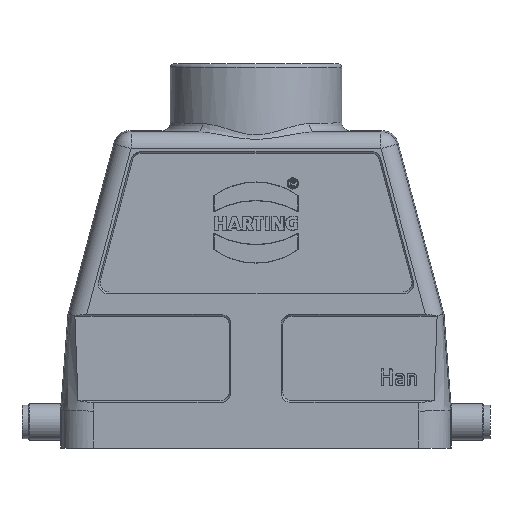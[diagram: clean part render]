
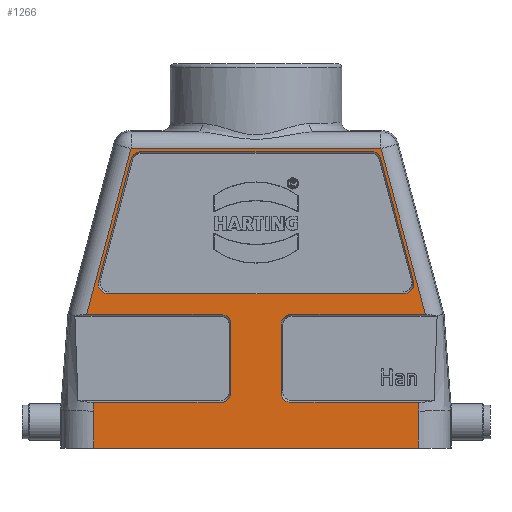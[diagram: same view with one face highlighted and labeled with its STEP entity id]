
A CAD part, front view. The second image highlights one B-rep face of the part: STEP entity #1266.
In plain terms, the highlighted planar face has unit normal (0, -1, 0).
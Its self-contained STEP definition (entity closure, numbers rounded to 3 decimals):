
#815=(
BOUNDED_CURVE()
B_SPLINE_CURVE(3,(#9810,#9811,#9812,#9813,#9814,#9815,#9816,#9817,#9818,
#9819),.UNSPECIFIED.,.F.,.F.)
B_SPLINE_CURVE_WITH_KNOTS((4,3,3,4),(0.,0.688,0.865,
1.),.UNSPECIFIED.)
CURVE()
GEOMETRIC_REPRESENTATION_ITEM()
RATIONAL_B_SPLINE_CURVE((1.,1.,1.,1.,1.,1.,1.,1.,1.,1.))
REPRESENTATION_ITEM('')
);
#816=(
BOUNDED_CURVE()
B_SPLINE_CURVE(3,(#9847,#9848,#9849,#9850,#9851,#9852,#9853,#9854,#9855,
#9856),.UNSPECIFIED.,.F.,.F.)
B_SPLINE_CURVE_WITH_KNOTS((4,3,3,4),(0.,0.135,0.312,
1.),.UNSPECIFIED.)
CURVE()
GEOMETRIC_REPRESENTATION_ITEM()
RATIONAL_B_SPLINE_CURVE((1.,1.,1.,1.,1.,1.,1.,1.,1.,1.))
REPRESENTATION_ITEM('')
);
#966=PLANE('',#7125);
#1169=FACE_BOUND('',#2030,.T.);
#1170=FACE_BOUND('',#2031,.T.);
#1266=ADVANCED_FACE('',(#1169,#1170),#966,.F.);
#2030=EDGE_LOOP('',(#2893,#2894,#2895,#2896,#2897,#2898,#2899,#2900));
#2031=EDGE_LOOP('',(#2901,#2902,#2903,#2904,#2905,#2906,#2907,#2908,#2909,
#2910,#2911,#2912,#2913,#2914,#2915,#2916,#2917,#2918));
#2526=ELLIPSE('',#7117,2.913,2.5);
#2527=ELLIPSE('',#7118,2.751,2.5);
#2528=ELLIPSE('',#7119,2.751,2.5);
#2529=ELLIPSE('',#7120,2.913,2.5);
#2530=ELLIPSE('',#7121,2.812,2.5);
#2531=ELLIPSE('',#7122,2.812,2.5);
#2532=ELLIPSE('',#7123,2.812,2.5);
#2533=ELLIPSE('',#7124,2.812,2.5);
#2893=ORIENTED_EDGE('',*,*,#5203,.T.);
#2894=ORIENTED_EDGE('',*,*,#5204,.F.);
#2895=ORIENTED_EDGE('',*,*,#5205,.F.);
#2896=ORIENTED_EDGE('',*,*,#5206,.F.);
#2897=ORIENTED_EDGE('',*,*,#5207,.F.);
#2898=ORIENTED_EDGE('',*,*,#5208,.F.);
#2899=ORIENTED_EDGE('',*,*,#5209,.T.);
#2900=ORIENTED_EDGE('',*,*,#5210,.T.);
#2901=ORIENTED_EDGE('',*,*,#5211,.T.);
#2902=ORIENTED_EDGE('',*,*,#5212,.T.);
#2903=ORIENTED_EDGE('',*,*,#5213,.T.);
#2904=ORIENTED_EDGE('',*,*,#5214,.T.);
#2905=ORIENTED_EDGE('',*,*,#5215,.T.);
#2906=ORIENTED_EDGE('',*,*,#5216,.T.);
#2907=ORIENTED_EDGE('',*,*,#5217,.T.);
#2908=ORIENTED_EDGE('',*,*,#5218,.T.);
#2909=ORIENTED_EDGE('',*,*,#5219,.T.);
#2910=ORIENTED_EDGE('',*,*,#5220,.T.);
#2911=ORIENTED_EDGE('',*,*,#5221,.T.);
#2912=ORIENTED_EDGE('',*,*,#5222,.T.);
#2913=ORIENTED_EDGE('',*,*,#5223,.T.);
#2914=ORIENTED_EDGE('',*,*,#5224,.T.);
#2915=ORIENTED_EDGE('',*,*,#5225,.T.);
#2916=ORIENTED_EDGE('',*,*,#5226,.T.);
#2917=ORIENTED_EDGE('',*,*,#5227,.T.);
#2918=ORIENTED_EDGE('',*,*,#5228,.T.);
#4606=VERTEX_POINT('',#9788);
#4607=VERTEX_POINT('',#9789);
#4608=VERTEX_POINT('',#9791);
#4609=VERTEX_POINT('',#9793);
#4610=VERTEX_POINT('',#9795);
#4611=VERTEX_POINT('',#9797);
#4612=VERTEX_POINT('',#9799);
#4613=VERTEX_POINT('',#9801);
#4614=VERTEX_POINT('',#9804);
#4615=VERTEX_POINT('',#9805);
#4616=VERTEX_POINT('',#9807);
#4617=VERTEX_POINT('',#9809);
#4618=VERTEX_POINT('',#9820);
#4619=VERTEX_POINT('',#9822);
#4620=VERTEX_POINT('',#9824);
#4621=VERTEX_POINT('',#9826);
#4622=VERTEX_POINT('',#9828);
#4623=VERTEX_POINT('',#9830);
#4624=VERTEX_POINT('',#9832);
#4625=VERTEX_POINT('',#9834);
#4626=VERTEX_POINT('',#9836);
#4627=VERTEX_POINT('',#9838);
#4628=VERTEX_POINT('',#9840);
#4629=VERTEX_POINT('',#9842);
#4630=VERTEX_POINT('',#9844);
#4631=VERTEX_POINT('',#9846);
#5203=EDGE_CURVE('',#4606,#4607,#2526,.T.);
#5204=EDGE_CURVE('',#4608,#4607,#5990,.T.);
#5205=EDGE_CURVE('',#4609,#4608,#2527,.T.);
#5206=EDGE_CURVE('',#4610,#4609,#5991,.T.);
#5207=EDGE_CURVE('',#4611,#4610,#2528,.T.);
#5208=EDGE_CURVE('',#4612,#4611,#5992,.T.);
#5209=EDGE_CURVE('',#4612,#4613,#2529,.T.);
#5210=EDGE_CURVE('',#4613,#4606,#5993,.T.);
#5211=EDGE_CURVE('',#4614,#4615,#5994,.T.);
#5212=EDGE_CURVE('',#4615,#4616,#5995,.T.);
#5213=EDGE_CURVE('',#4616,#4617,#5996,.T.);
#5214=EDGE_CURVE('',#4617,#4618,#815,.T.);
#5215=EDGE_CURVE('',#4618,#4619,#5997,.T.);
#5216=EDGE_CURVE('',#4619,#4620,#2530,.T.);
#5217=EDGE_CURVE('',#4620,#4621,#5998,.T.);
#5218=EDGE_CURVE('',#4621,#4622,#2531,.T.);
#5219=EDGE_CURVE('',#4622,#4623,#5999,.T.);
#5220=EDGE_CURVE('',#4623,#4624,#6000,.T.);
#5221=EDGE_CURVE('',#4624,#4625,#6001,.T.);
#5222=EDGE_CURVE('',#4625,#4626,#6002,.T.);
#5223=EDGE_CURVE('',#4626,#4627,#6003,.T.);
#5224=EDGE_CURVE('',#4627,#4628,#2532,.T.);
#5225=EDGE_CURVE('',#4628,#4629,#6004,.T.);
#5226=EDGE_CURVE('',#4629,#4630,#2533,.T.);
#5227=EDGE_CURVE('',#4630,#4631,#6005,.T.);
#5228=EDGE_CURVE('',#4631,#4614,#816,.T.);
#5990=LINE('',#9790,#6540);
#5991=LINE('',#9794,#6541);
#5992=LINE('',#9798,#6542);
#5993=LINE('',#9802,#6543);
#5994=LINE('',#9803,#6544);
#5995=LINE('',#9806,#6545);
#5996=LINE('',#9808,#6546);
#5997=LINE('',#9821,#6547);
#5998=LINE('',#9825,#6548);
#5999=LINE('',#9829,#6549);
#6000=LINE('',#9831,#6550);
#6001=LINE('',#9833,#6551);
#6002=LINE('',#9835,#6552);
#6003=LINE('',#9837,#6553);
#6004=LINE('',#9841,#6554);
#6005=LINE('',#9845,#6555);
#6540=VECTOR('',#7899,1.);
#6541=VECTOR('',#7902,1.);
#6542=VECTOR('',#7905,1.);
#6543=VECTOR('',#7908,1.);
#6544=VECTOR('',#7909,1.);
#6545=VECTOR('',#7910,1.);
#6546=VECTOR('',#7911,1.);
#6547=VECTOR('',#7912,1.);
#6548=VECTOR('',#7915,1.);
#6549=VECTOR('',#7918,1.);
#6550=VECTOR('',#7919,1.);
#6551=VECTOR('',#7920,1.);
#6552=VECTOR('',#7921,1.);
#6553=VECTOR('',#7922,1.);
#6554=VECTOR('',#7925,1.);
#6555=VECTOR('',#7928,1.);
#7117=AXIS2_PLACEMENT_3D('',#9787,#7897,#7898);
#7118=AXIS2_PLACEMENT_3D('',#9792,#7900,#7901);
#7119=AXIS2_PLACEMENT_3D('',#9796,#7903,#7904);
#7120=AXIS2_PLACEMENT_3D('',#9800,#7906,#7907);
#7121=AXIS2_PLACEMENT_3D('',#9823,#7913,#7914);
#7122=AXIS2_PLACEMENT_3D('',#9827,#7916,#7917);
#7123=AXIS2_PLACEMENT_3D('',#9839,#7923,#7924);
#7124=AXIS2_PLACEMENT_3D('',#9843,#7926,#7927);
#7125=AXIS2_PLACEMENT_3D('',#9857,#7929,#7930);
#7897=DIRECTION('',(0.,1.,0.));
#7898=DIRECTION('',(-0.793,0.,-0.609));
#7899=DIRECTION('',(-0.259,0.,-0.966));
#7900=DIRECTION('',(0.,-1.,0.));
#7901=DIRECTION('',(-0.609,0.,0.793));
#7902=DIRECTION('',(-1.,0.,0.));
#7903=DIRECTION('',(0.,-1.,0.));
#7904=DIRECTION('',(0.609,0.,0.793));
#7905=DIRECTION('',(-0.259,0.,0.966));
#7906=DIRECTION('',(0.,1.,0.));
#7907=DIRECTION('',(0.793,0.,-0.609));
#7908=DIRECTION('',(-1.,0.,0.));
#7909=DIRECTION('',(0.,0.,-1.));
#7910=DIRECTION('',(1.,0.,0.));
#7911=DIRECTION('',(0.,0.,1.));
#7912=DIRECTION('',(-1.,0.,0.));
#7913=DIRECTION('',(0.,1.,0.));
#7914=DIRECTION('',(-0.707,0.,-0.707));
#7915=DIRECTION('',(0.,0.,1.));
#7916=DIRECTION('',(0.,1.,0.));
#7917=DIRECTION('',(-0.707,0.,0.707));
#7918=DIRECTION('',(1.,0.,0.));
#7919=DIRECTION('',(-0.259,0.,0.966));
#7920=DIRECTION('',(-1.,0.,0.));
#7921=DIRECTION('',(-0.259,0.,-0.966));
#7922=DIRECTION('',(1.,0.,0.));
#7923=DIRECTION('',(0.,1.,0.));
#7924=DIRECTION('',(0.707,0.,0.707));
#7925=DIRECTION('',(0.,0.,-1.));
#7926=DIRECTION('',(0.,1.,0.));
#7927=DIRECTION('',(0.707,0.,-0.707));
#7928=DIRECTION('',(-1.,0.,0.));
#7929=DIRECTION('',(0.,1.,0.));
#7930=DIRECTION('',(0.,0.,1.));
#9787=CARTESIAN_POINT('',(-35.017,-21.5,30.51));
#9788=CARTESIAN_POINT('',(-35.422,-21.5,27.85));
#9789=CARTESIAN_POINT('',(-37.691,-21.5,30.807));
#9790=CARTESIAN_POINT('',(-36.194,-21.5,36.395));
#9791=CARTESIAN_POINT('',(-29.84,-21.5,60.109));
#9792=CARTESIAN_POINT('',(-27.332,-21.5,59.19));
#9793=CARTESIAN_POINT('',(-27.571,-21.5,61.85));
#9794=CARTESIAN_POINT('',(0.,-21.5,61.85));
#9795=CARTESIAN_POINT('',(27.571,-21.5,61.85));
#9796=CARTESIAN_POINT('',(27.332,-21.5,59.19));
#9797=CARTESIAN_POINT('',(29.84,-21.5,60.109));
#9798=CARTESIAN_POINT('',(36.194,-21.5,36.395));
#9799=CARTESIAN_POINT('',(37.691,-21.5,30.807));
#9800=CARTESIAN_POINT('',(35.017,-21.5,30.51));
#9801=CARTESIAN_POINT('',(35.422,-21.5,27.85));
#9802=CARTESIAN_POINT('',(0.,-21.5,27.85));
#9803=CARTESIAN_POINT('',(-39.004,-21.5,-9.15));
#9804=CARTESIAN_POINT('',(-39.004,-21.5,-0.296));
#9805=CARTESIAN_POINT('',(-39.004,-21.5,-9.15));
#9806=CARTESIAN_POINT('',(46.75,-21.5,-9.15));
#9807=CARTESIAN_POINT('',(39.004,-21.5,-9.15));
#9808=CARTESIAN_POINT('',(39.004,-21.5,-0.014));
#9809=CARTESIAN_POINT('',(39.004,-21.5,-0.296));
#9810=CARTESIAN_POINT('',(45.721,-21.5,-87.996));
#9811=CARTESIAN_POINT('',(43.484,-21.5,-58.782));
#9812=CARTESIAN_POINT('',(41.246,-21.5,-29.568));
#9813=CARTESIAN_POINT('',(39.009,-21.5,-0.354));
#9814=CARTESIAN_POINT('',(38.433,-21.5,7.172));
#9815=CARTESIAN_POINT('',(39.571,-21.5,14.829));
#9816=CARTESIAN_POINT('',(40.709,-21.5,22.486));
#9817=CARTESIAN_POINT('',(41.576,-21.5,28.32));
#9818=CARTESIAN_POINT('',(42.444,-21.5,34.155));
#9819=CARTESIAN_POINT('',(43.311,-21.5,39.989));
#9820=CARTESIAN_POINT('',(38.888,-21.5,1.85));
#9821=CARTESIAN_POINT('',(0.,-21.5,1.85));
#9822=CARTESIAN_POINT('',(8.349,-21.5,1.85));
#9823=CARTESIAN_POINT('',(8.66,-21.5,4.51));
#9824=CARTESIAN_POINT('',(6.,-21.5,4.199));
#9825=CARTESIAN_POINT('',(6.,-21.5,0.));
#9826=CARTESIAN_POINT('',(6.,-21.5,20.501));
#9827=CARTESIAN_POINT('',(8.66,-21.5,20.19));
#9828=CARTESIAN_POINT('',(8.349,-21.5,22.85));
#9829=CARTESIAN_POINT('',(0.,-21.5,22.85));
#9830=CARTESIAN_POINT('',(40.542,-21.5,22.85));
#9831=CARTESIAN_POINT('',(29.125,-21.5,65.457));
#9832=CARTESIAN_POINT('',(29.906,-21.5,62.544));
#9833=CARTESIAN_POINT('',(-32.922,-21.5,62.544));
#9834=CARTESIAN_POINT('',(-29.906,-21.5,62.544));
#9835=CARTESIAN_POINT('',(-38.34,-21.5,31.07));
#9836=CARTESIAN_POINT('',(-40.542,-21.5,22.85));
#9837=CARTESIAN_POINT('',(0.,-21.5,22.85));
#9838=CARTESIAN_POINT('',(-8.349,-21.5,22.85));
#9839=CARTESIAN_POINT('',(-8.66,-21.5,20.19));
#9840=CARTESIAN_POINT('',(-6.,-21.5,20.501));
#9841=CARTESIAN_POINT('',(-6.,-21.5,0.));
#9842=CARTESIAN_POINT('',(-6.,-21.5,4.199));
#9843=CARTESIAN_POINT('',(-8.66,-21.5,4.51));
#9844=CARTESIAN_POINT('',(-8.349,-21.5,1.85));
#9845=CARTESIAN_POINT('',(0.,-21.5,1.85));
#9846=CARTESIAN_POINT('',(-38.888,-21.5,1.85));
#9847=CARTESIAN_POINT('',(-43.311,-21.5,39.989));
#9848=CARTESIAN_POINT('',(-42.444,-21.5,34.155));
#9849=CARTESIAN_POINT('',(-41.576,-21.5,28.32));
#9850=CARTESIAN_POINT('',(-40.709,-21.5,22.486));
#9851=CARTESIAN_POINT('',(-39.571,-21.5,14.829));
#9852=CARTESIAN_POINT('',(-38.433,-21.5,7.172));
#9853=CARTESIAN_POINT('',(-39.009,-21.5,-0.354));
#9854=CARTESIAN_POINT('',(-41.246,-21.5,-29.568));
#9855=CARTESIAN_POINT('',(-43.484,-21.5,-58.782));
#9856=CARTESIAN_POINT('',(-45.721,-21.5,-87.996));
#9857=CARTESIAN_POINT('',(0.,-21.5,0.));
